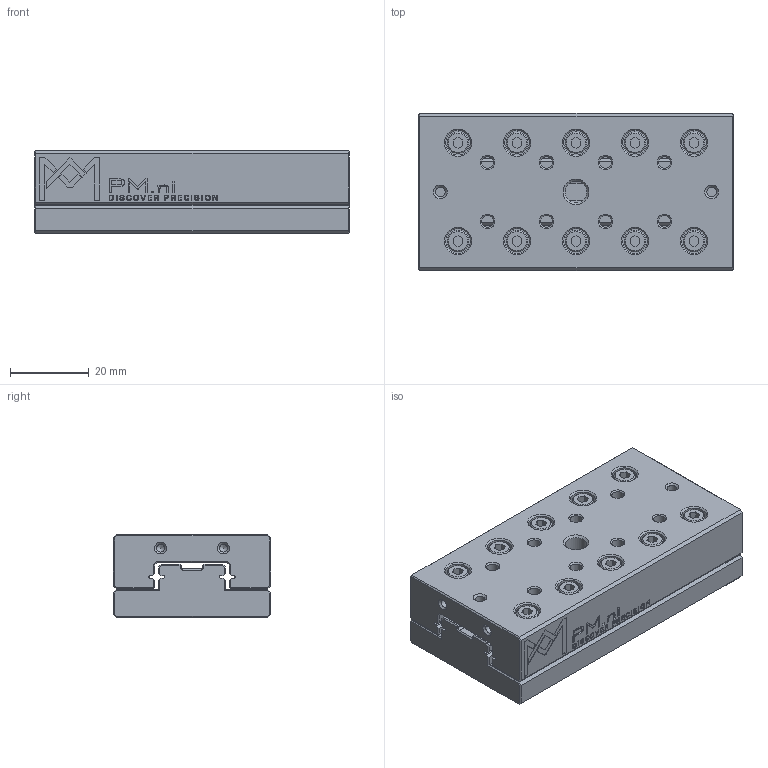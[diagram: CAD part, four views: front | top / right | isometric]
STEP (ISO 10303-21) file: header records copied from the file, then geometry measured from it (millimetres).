
FILE_DESCRIPTION(/* description */ (''),/* implementation_level */ '2;1');
FILE_NAME(/* name */ 'RTA-2075.stp',/* time_stamp */ '2024-08-27T14:17:15+02:00',/* author */ (''),/* organization */ (''),/* preprocessor_version */ 'ST-DEVELOPER v16.7',/* originating_system */ 'SIEMENS PLM Software NX 12.0',/* authorisation */ '');
FILE_SCHEMA (('AUTOMOTIVE_DESIGN { 1 0 10303 214 3 1 1 1 }'));
Length unit declared in the file: millimetre
Products named in the file (1): RTA-2075_stp
Bounding box: 80 x 40 x 21 mm (x, y, z)
Volume: 61769.1 mm3; surface area: 23463.7 mm2
Topology: 2 solids, 2 shells, 1097 faces, 2737 edges, 1776 vertices
Faces by surface type: plane 762, bspline 180, cone 81, cylinder 74
Full cylindrical faces by diameter (mm): 2 x4, 2.5 x7, 3 x8, 3.8 x4, 5.5 x21, 6.3 x24
Entity records: 36309 total; most frequent: CARTESIAN_POINT 7900, ORIENTED_EDGE 5130, DIRECTION 4274, EDGE_CURVE 2565, LINE 1972, VECTOR 1972, VERTEX_POINT 1753, EDGE_LOOP 1404
